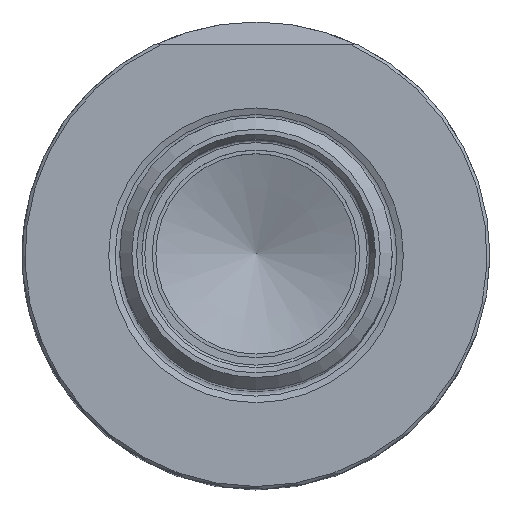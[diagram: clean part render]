
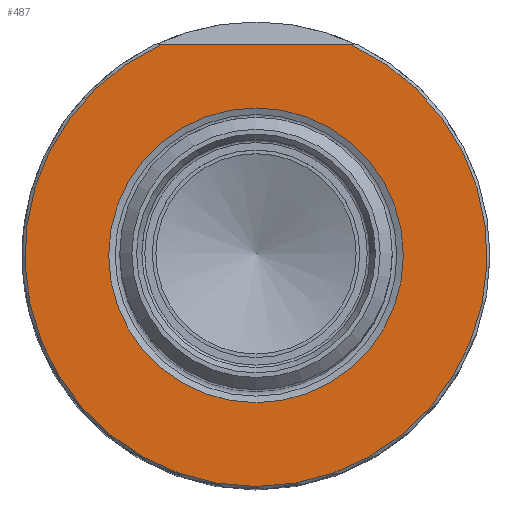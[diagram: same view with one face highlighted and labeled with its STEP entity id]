
A CAD part, top view. The second image highlights one B-rep face of the part: STEP entity #487.
In plain terms, the highlighted planar face has unit normal (0, 0, 1).
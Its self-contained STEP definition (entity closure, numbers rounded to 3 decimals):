
#239=PLANE('',#4611);
#347=FACE_BOUND('',#1014,.T.);
#348=FACE_BOUND('',#1015,.T.);
#487=ADVANCED_FACE('CN_SU_1',(#347,#348),#239,.F.);
#1014=EDGE_LOOP('',(#2212,#2213));
#1015=EDGE_LOOP('',(#2214));
#1321=CIRCLE('',#4609,16.15);
#1322=CIRCLE('',#4610,10.297);
#1458=LINE('',#6946,#1670);
#1670=VECTOR('',#5197,1.);
#2212=ORIENTED_EDGE('',*,*,#3841,.T.);
#2213=ORIENTED_EDGE('',*,*,#3842,.F.);
#2214=ORIENTED_EDGE('',*,*,#3843,.F.);
#3407=VERTEX_POINT('',#6944);
#3408=VERTEX_POINT('',#6945);
#3409=VERTEX_POINT('',#6948);
#3841=EDGE_CURVE('',#3407,#3408,#1321,.T.);
#3842=EDGE_CURVE('',#3407,#3408,#1458,.T.);
#3843=EDGE_CURVE('',#3409,#3409,#1322,.T.);
#4609=AXIS2_PLACEMENT_3D('',#6943,#5195,#5196);
#4610=AXIS2_PLACEMENT_3D('',#6947,#5198,#5199);
#4611=AXIS2_PLACEMENT_3D('',#6949,#5200,#5201);
#5195=DIRECTION('',(0.,0.,1.));
#5196=DIRECTION('',(-1.,0.,0.));
#5197=DIRECTION('',(1.,0.,0.));
#5198=DIRECTION('',(0.,0.,1.));
#5199=DIRECTION('',(1.,0.,0.));
#5200=DIRECTION('',(0.,0.,-1.));
#5201=DIRECTION('',(-1.,0.,0.));
#6943=CARTESIAN_POINT('',(0.,0.,0.));
#6944=CARTESIAN_POINT('',(-6.688,14.7,0.));
#6945=CARTESIAN_POINT('',(6.688,14.7,0.));
#6946=CARTESIAN_POINT('',(-15.,14.7,0.));
#6947=CARTESIAN_POINT('',(0.,0.,0.));
#6948=CARTESIAN_POINT('',(10.297,0.,0.));
#6949=CARTESIAN_POINT('',(0.,-16.35,0.));
